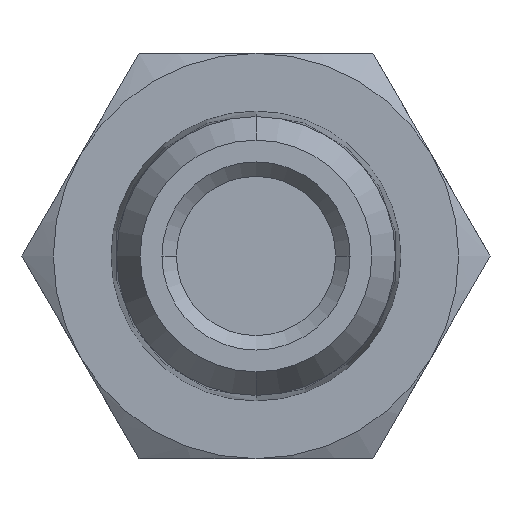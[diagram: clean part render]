
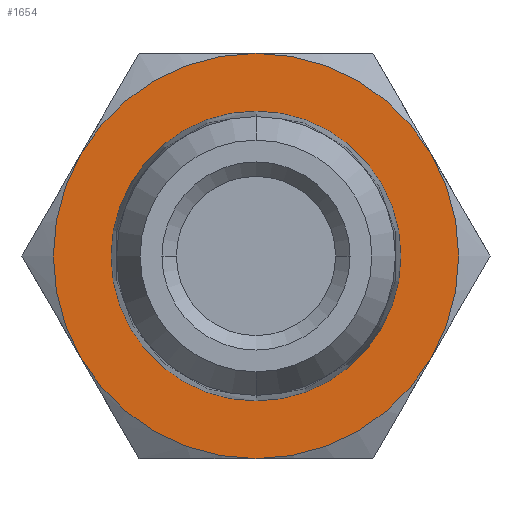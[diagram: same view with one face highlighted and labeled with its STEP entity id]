
A CAD part, front view. The second image highlights one B-rep face of the part: STEP entity #1654.
In plain terms, the highlighted planar face has unit normal (0, -1, 0).
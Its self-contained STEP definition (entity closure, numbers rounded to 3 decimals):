
#80 = CARTESIAN_POINT ( 'NONE',  ( 0., 7.5, 5.005 ) ) ;
#214 = FACE_OUTER_BOUND ( 'NONE', #2136, .T. ) ;
#215 = FACE_BOUND ( 'NONE', #2134, .T. ) ;
#851 = AXIS2_PLACEMENT_3D ( 'NONE', #1306, #1307, #1308 ) ;
#966 = CARTESIAN_POINT ( 'NONE',  ( 0., 7.5, 0. ) ) ;
#967 = DIRECTION ( 'NONE',  ( 0., -1., 0. ) ) ;
#968 = DIRECTION ( 'NONE',  ( 0., 0., -1. ) ) ;
#1033 = DIRECTION ( 'NONE',  ( 0., 0., -1. ) ) ;
#1035 = CARTESIAN_POINT ( 'NONE',  ( 0., 7.5, 0. ) ) ;
#1036 = DIRECTION ( 'NONE',  ( 0., -1., 0. ) ) ;
#1037 = DIRECTION ( 'NONE',  ( 0., 0., -1. ) ) ;
#1039 = CARTESIAN_POINT ( 'NONE',  ( 0., 7.5, 0. ) ) ;
#1040 = DIRECTION ( 'NONE',  ( 0., -1., 0. ) ) ;
#1041 = DIRECTION ( 'NONE',  ( 0., 0., -1. ) ) ;
#1096 = EDGE_CURVE ( 'NONE', #3163, #2236, #2458, .T. ) ;
#1097 = EDGE_CURVE ( 'NONE', #1462, #1472, #2459, .T. ) ;
#1098 = EDGE_CURVE ( 'NONE', #1467, #1462, #2460, .T. ) ;
#1099 = EDGE_CURVE ( 'NONE', #1469, #1467, #2462, .T. ) ;
#1100 = EDGE_CURVE ( 'NONE', #1471, #1469, #2463, .T. ) ;
#1101 = EDGE_CURVE ( 'NONE', #1473, #1471, #2464, .T. ) ;
#1102 = EDGE_CURVE ( 'NONE', #1472, #1473, #2465, .T. ) ;
#1140 = AXIS2_PLACEMENT_3D ( 'NONE', #1441, #1442, #1443 ) ;
#1141 = AXIS2_PLACEMENT_3D ( 'NONE', #1444, #1445, #1446 ) ;
#1142 = AXIS2_PLACEMENT_3D ( 'NONE', #1447, #1448, #1449 ) ;
#1143 = AXIS2_PLACEMENT_3D ( 'NONE', #1450, #1451, #1452 ) ;
#1144 = AXIS2_PLACEMENT_3D ( 'NONE', #1453, #1454, #1033 ) ;
#1145 = AXIS2_PLACEMENT_3D ( 'NONE', #1035, #1036, #1037 ) ;
#1146 = AXIS2_PLACEMENT_3D ( 'NONE', #1039, #1040, #1041 ) ;
#1219 = EDGE_CURVE ( 'NONE', #2236, #3163, #2505, .T. ) ;
#1299 = PLANE ( 'NONE',  #851 ) ;
#1306 = CARTESIAN_POINT ( 'NONE',  ( 5.005, 7.5, 0. ) ) ;
#1307 = DIRECTION ( 'NONE',  ( 0., -1., 0. ) ) ;
#1308 = DIRECTION ( 'NONE',  ( 0., 0., -1. ) ) ;
#1441 = CARTESIAN_POINT ( 'NONE',  ( 0., 7.5, 0. ) ) ;
#1442 = DIRECTION ( 'NONE',  ( 0., -1., 0. ) ) ;
#1443 = DIRECTION ( 'NONE',  ( 0., 0., -1. ) ) ;
#1444 = CARTESIAN_POINT ( 'NONE',  ( 0., 7.5, 0. ) ) ;
#1445 = DIRECTION ( 'NONE',  ( 0., -1., 0. ) ) ;
#1446 = DIRECTION ( 'NONE',  ( 0., 0., -1. ) ) ;
#1447 = CARTESIAN_POINT ( 'NONE',  ( 0., 7.5, 0. ) ) ;
#1448 = DIRECTION ( 'NONE',  ( 0., -1., 0. ) ) ;
#1449 = DIRECTION ( 'NONE',  ( 0., 0., -1. ) ) ;
#1450 = CARTESIAN_POINT ( 'NONE',  ( 0., 7.5, 0. ) ) ;
#1451 = DIRECTION ( 'NONE',  ( 0., -1., 0. ) ) ;
#1452 = DIRECTION ( 'NONE',  ( 0., 0., -1. ) ) ;
#1453 = CARTESIAN_POINT ( 'NONE',  ( 0., 7.5, 0. ) ) ;
#1454 = DIRECTION ( 'NONE',  ( 0., -1., 0. ) ) ;
#1462 = VERTEX_POINT ( 'NONE', #2895 ) ;
#1467 = VERTEX_POINT ( 'NONE', #2900 ) ;
#1469 = VERTEX_POINT ( 'NONE', #2902 ) ;
#1471 = VERTEX_POINT ( 'NONE', #2904 ) ;
#1472 = VERTEX_POINT ( 'NONE', #2905 ) ;
#1473 = VERTEX_POINT ( 'NONE', #2906 ) ;
#1528 = ORIENTED_EDGE ( 'NONE', *, *, #1101, .T. ) ;
#1529 = ORIENTED_EDGE ( 'NONE', *, *, #1100, .T. ) ;
#1530 = ORIENTED_EDGE ( 'NONE', *, *, #1099, .T. ) ;
#1531 = ORIENTED_EDGE ( 'NONE', *, *, #1098, .T. ) ;
#1532 = ORIENTED_EDGE ( 'NONE', *, *, #1097, .T. ) ;
#1533 = ORIENTED_EDGE ( 'NONE', *, *, #1102, .T. ) ;
#1534 = ORIENTED_EDGE ( 'NONE', *, *, #1096, .F. ) ;
#1535 = ORIENTED_EDGE ( 'NONE', *, *, #1219, .F. ) ;
#1654 = ADVANCED_FACE ( 'NONE', ( #214, #215 ), #1299, .T. ) ;
#2134 = EDGE_LOOP ( 'NONE', ( #1534, #1535 ) ) ;
#2136 = EDGE_LOOP ( 'NONE', ( #1528, #1529, #1530, #1531, #1532, #1533 ) ) ;
#2236 = VERTEX_POINT ( 'NONE', #3120 ) ;
#2458 = CIRCLE ( 'NONE', #1140, 5.005 ) ;
#2459 = CIRCLE ( 'NONE', #1141, 7. ) ;
#2460 = CIRCLE ( 'NONE', #1142, 7. ) ;
#2462 = CIRCLE ( 'NONE', #1143, 7. ) ;
#2463 = CIRCLE ( 'NONE', #1144, 7. ) ;
#2464 = CIRCLE ( 'NONE', #1145, 7. ) ;
#2465 = CIRCLE ( 'NONE', #1146, 7. ) ;
#2505 = CIRCLE ( 'NONE', #2596, 5.005 ) ;
#2596 = AXIS2_PLACEMENT_3D ( 'NONE', #966, #967, #968 ) ;
#2895 = CARTESIAN_POINT ( 'NONE',  ( -6.062, 7.5, 3.5 ) ) ;
#2900 = CARTESIAN_POINT ( 'NONE',  ( 0., 7.5, 7. ) ) ;
#2902 = CARTESIAN_POINT ( 'NONE',  ( 6.062, 7.5, 3.5 ) ) ;
#2904 = CARTESIAN_POINT ( 'NONE',  ( 6.062, 7.5, -3.5 ) ) ;
#2905 = CARTESIAN_POINT ( 'NONE',  ( -6.062, 7.5, -3.5 ) ) ;
#2906 = CARTESIAN_POINT ( 'NONE',  ( 0., 7.5, -7. ) ) ;
#3120 = CARTESIAN_POINT ( 'NONE',  ( 0., 7.5, -5.005 ) ) ;
#3163 = VERTEX_POINT ( 'NONE', #80 ) ;
